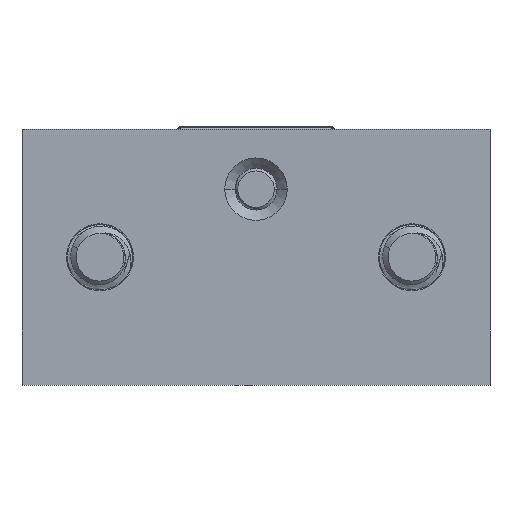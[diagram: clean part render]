
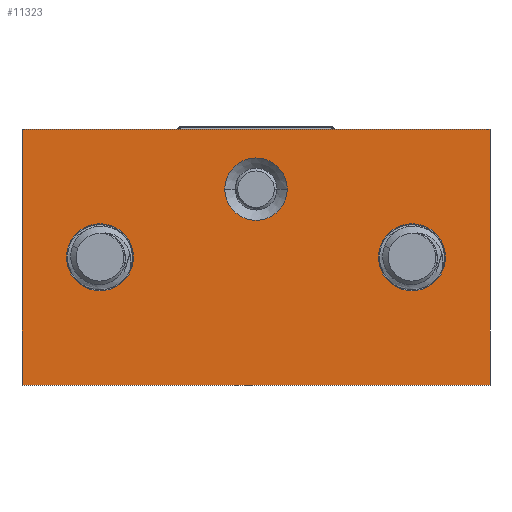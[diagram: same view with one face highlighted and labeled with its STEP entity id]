
A CAD part, front view. The second image highlights one B-rep face of the part: STEP entity #11323.
In plain terms, the highlighted face is planar.
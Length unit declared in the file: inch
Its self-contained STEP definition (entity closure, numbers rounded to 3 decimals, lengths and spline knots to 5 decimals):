
#189 = DIRECTION ( 'NONE',  ( 1., 0., 0. ) ) ;
#230 = VERTEX_POINT ( 'NONE', #3990 ) ;
#331 = VECTOR ( 'NONE', #14970, 39.37008 ) ;
#375 = ORIENTED_EDGE ( 'NONE', *, *, #5707, .F. ) ;
#415 = EDGE_LOOP ( 'NONE', ( #10520, #10682 ) ) ;
#466 = CIRCLE ( 'NONE', #13241, 0.161 ) ;
#588 = CARTESIAN_POINT ( 'NONE',  ( 1.875, 0.615, -0.01 ) ) ;
#690 = CARTESIAN_POINT ( 'NONE',  ( 0.375, 0.615, -0.01 ) ) ;
#881 = CARTESIAN_POINT ( 'NONE',  ( 2.25, 1.23, -0.01 ) ) ;
#882 = DIRECTION ( 'NONE',  ( 0., 1., 0. ) ) ;
#993 = AXIS2_PLACEMENT_3D ( 'NONE', #4974, #14535, #6396 ) ;
#1093 = VECTOR ( 'NONE', #6243, 39.37008 ) ;
#1133 = EDGE_CURVE ( 'NONE', #14585, #5489, #11719, .T. ) ;
#1372 = ORIENTED_EDGE ( 'NONE', *, *, #1133, .F. ) ;
#1453 = FACE_BOUND ( 'NONE', #4274, .T. ) ;
#1813 = ORIENTED_EDGE ( 'NONE', *, *, #4797, .F. ) ;
#2429 = EDGE_CURVE ( 'NONE', #6264, #11969, #466, .T. ) ;
#2693 = VERTEX_POINT ( 'NONE', #8449 ) ;
#2790 = FACE_BOUND ( 'NONE', #7667, .T. ) ;
#2969 = FACE_OUTER_BOUND ( 'NONE', #6267, .T. ) ;
#3166 = CARTESIAN_POINT ( 'NONE',  ( 1.875, 0.615, -0.01 ) ) ;
#3491 = CIRCLE ( 'NONE', #4453, 0.161 ) ;
#3990 = CARTESIAN_POINT ( 'NONE',  ( 0.975, 0.2875, -0.01 ) ) ;
#4111 = EDGE_CURVE ( 'NONE', #9550, #15114, #6965, .T. ) ;
#4206 = EDGE_CURVE ( 'NONE', #15114, #9550, #10539, .T. ) ;
#4215 = CARTESIAN_POINT ( 'NONE',  ( 0., 1.23, -0.01 ) ) ;
#4274 = EDGE_LOOP ( 'NONE', ( #12186, #8324 ) ) ;
#4275 = CARTESIAN_POINT ( 'NONE',  ( 0.214, 0.615, -0.01 ) ) ;
#4391 = CARTESIAN_POINT ( 'NONE',  ( 0., 1.23, -0.01 ) ) ;
#4453 = AXIS2_PLACEMENT_3D ( 'NONE', #12516, #5234, #13721 ) ;
#4797 = EDGE_CURVE ( 'NONE', #5489, #10517, #8947, .T. ) ;
#4915 = CARTESIAN_POINT ( 'NONE',  ( 2.25, 1.23, -0.01 ) ) ;
#4974 = CARTESIAN_POINT ( 'NONE',  ( 1.125, 0.2875, -0.01 ) ) ;
#5019 = PLANE ( 'NONE',  #8239 ) ;
#5234 = DIRECTION ( 'NONE',  ( 0., 0., 1. ) ) ;
#5489 = VERTEX_POINT ( 'NONE', #881 ) ;
#5636 = FACE_BOUND ( 'NONE', #415, .T. ) ;
#5707 = EDGE_CURVE ( 'NONE', #10517, #2693, #11528, .T. ) ;
#5886 = ORIENTED_EDGE ( 'NONE', *, *, #9561, .F. ) ;
#6092 = DIRECTION ( 'NONE',  ( 0., 0., 1. ) ) ;
#6180 = VECTOR ( 'NONE', #9954, 39.37008 ) ;
#6212 = AXIS2_PLACEMENT_3D ( 'NONE', #588, #11740, #13787 ) ;
#6243 = DIRECTION ( 'NONE',  ( -1., 0., 0. ) ) ;
#6264 = VERTEX_POINT ( 'NONE', #4275 ) ;
#6267 = EDGE_LOOP ( 'NONE', ( #375, #1813, #1372, #5886 ) ) ;
#6396 = DIRECTION ( 'NONE',  ( 1., 0., 0. ) ) ;
#6513 = DIRECTION ( 'NONE',  ( 0., 0., 1. ) ) ;
#6677 = CARTESIAN_POINT ( 'NONE',  ( 2.25, 0., -0.01 ) ) ;
#6869 = VERTEX_POINT ( 'NONE', #10224 ) ;
#6965 = CIRCLE ( 'NONE', #6212, 0.161 ) ;
#7477 = DIRECTION ( 'NONE',  ( 0., 0., 1. ) ) ;
#7667 = EDGE_LOOP ( 'NONE', ( #13683, #11388 ) ) ;
#7966 = DIRECTION ( 'NONE',  ( 0., 0., 1. ) ) ;
#8166 = CIRCLE ( 'NONE', #993, 0.15 ) ;
#8239 = AXIS2_PLACEMENT_3D ( 'NONE', #14696, #7477, #189 ) ;
#8243 = CARTESIAN_POINT ( 'NONE',  ( 0., 0., -0.01 ) ) ;
#8324 = ORIENTED_EDGE ( 'NONE', *, *, #15637, .T. ) ;
#8449 = CARTESIAN_POINT ( 'NONE',  ( 0., 0., -0.01 ) ) ;
#8906 = EDGE_CURVE ( 'NONE', #230, #6869, #8166, .T. ) ;
#8947 = LINE ( 'NONE', #4915, #1093 ) ;
#9550 = VERTEX_POINT ( 'NONE', #11059 ) ;
#9561 = EDGE_CURVE ( 'NONE', #2693, #14585, #14920, .T. ) ;
#9954 = DIRECTION ( 'NONE',  ( 0., -1., 0. ) ) ;
#10224 = CARTESIAN_POINT ( 'NONE',  ( 1.275, 0.2875, -0.01 ) ) ;
#10475 = DIRECTION ( 'NONE',  ( 1., 0., 0. ) ) ;
#10517 = VERTEX_POINT ( 'NONE', #4391 ) ;
#10520 = ORIENTED_EDGE ( 'NONE', *, *, #4206, .T. ) ;
#10539 = CIRCLE ( 'NONE', #11094, 0.161 ) ;
#10682 = ORIENTED_EDGE ( 'NONE', *, *, #4111, .T. ) ;
#11059 = CARTESIAN_POINT ( 'NONE',  ( 1.714, 0.615, -0.01 ) ) ;
#11094 = AXIS2_PLACEMENT_3D ( 'NONE', #3166, #6513, #10475 ) ;
#11323 = ADVANCED_FACE ( 'NONE', ( #1453, #5636, #2790, #2969 ), #5019, .F. ) ;
#11388 = ORIENTED_EDGE ( 'NONE', *, *, #2429, .T. ) ;
#11528 = LINE ( 'NONE', #4215, #6180 ) ;
#11620 = DIRECTION ( 'NONE',  ( 1., 0., 0. ) ) ;
#11719 = LINE ( 'NONE', #13029, #14698 ) ;
#11740 = DIRECTION ( 'NONE',  ( 0., 0., 1. ) ) ;
#11969 = VERTEX_POINT ( 'NONE', #14871 ) ;
#12186 = ORIENTED_EDGE ( 'NONE', *, *, #8906, .T. ) ;
#12516 = CARTESIAN_POINT ( 'NONE',  ( 0.375, 0.615, -0.01 ) ) ;
#12553 = EDGE_CURVE ( 'NONE', #11969, #6264, #3491, .T. ) ;
#13029 = CARTESIAN_POINT ( 'NONE',  ( 2.25, 0., -0.01 ) ) ;
#13241 = AXIS2_PLACEMENT_3D ( 'NONE', #690, #7966, #11620 ) ;
#13371 = CARTESIAN_POINT ( 'NONE',  ( 1.125, 0.2875, -0.01 ) ) ;
#13683 = ORIENTED_EDGE ( 'NONE', *, *, #12553, .T. ) ;
#13721 = DIRECTION ( 'NONE',  ( 1., 0., 0. ) ) ;
#13787 = DIRECTION ( 'NONE',  ( 1., 0., 0. ) ) ;
#14393 = CIRCLE ( 'NONE', #15553, 0.15 ) ;
#14535 = DIRECTION ( 'NONE',  ( 0., 0., 1. ) ) ;
#14547 = DIRECTION ( 'NONE',  ( 1., 0., 0. ) ) ;
#14585 = VERTEX_POINT ( 'NONE', #6677 ) ;
#14696 = CARTESIAN_POINT ( 'NONE',  ( 0., 0., -0.01 ) ) ;
#14698 = VECTOR ( 'NONE', #882, 39.37008 ) ;
#14871 = CARTESIAN_POINT ( 'NONE',  ( 0.536, 0.615, -0.01 ) ) ;
#14920 = LINE ( 'NONE', #8243, #331 ) ;
#14945 = CARTESIAN_POINT ( 'NONE',  ( 2.036, 0.615, -0.01 ) ) ;
#14970 = DIRECTION ( 'NONE',  ( 1., 0., 0. ) ) ;
#15114 = VERTEX_POINT ( 'NONE', #14945 ) ;
#15553 = AXIS2_PLACEMENT_3D ( 'NONE', #13371, #6092, #14547 ) ;
#15637 = EDGE_CURVE ( 'NONE', #6869, #230, #14393, .T. ) ;
